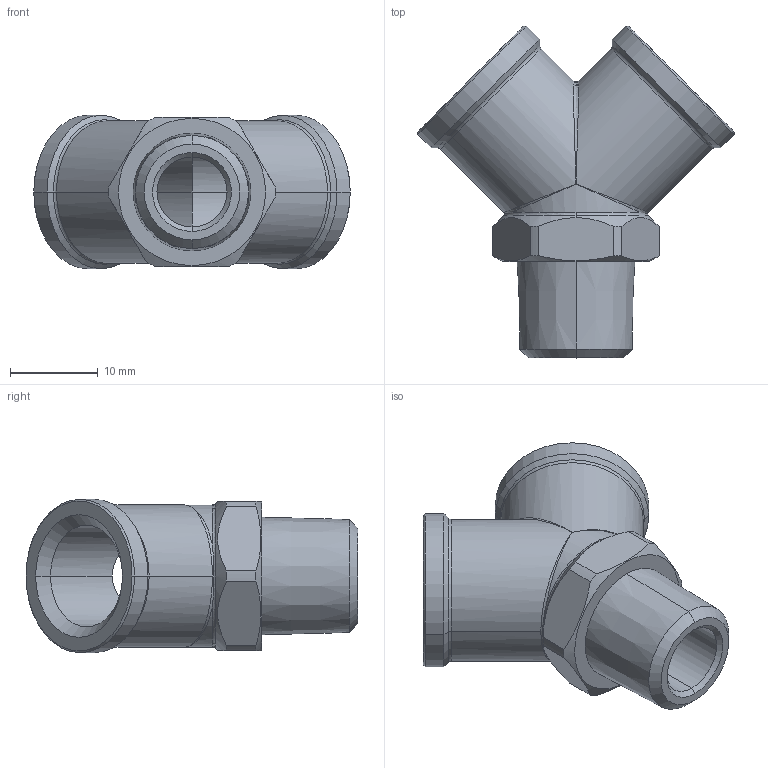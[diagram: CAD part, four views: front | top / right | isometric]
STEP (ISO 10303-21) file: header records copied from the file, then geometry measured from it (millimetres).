
FILE_DESCRIPTION (( 'STEP AP203' ), '1' );
FILE_NAME ('05310002.STEP', '2010-09-13T16:17:54', ( 'Flavio' ), ( '' ), 'SwSTEP 2.0', 'SolidWorks 2009', '' );
FILE_SCHEMA (( 'CONFIG_CONTROL_DESIGN' ));
Length unit declared in the file: millimetre
Products named in the file (1): 05310002
Bounding box: 36.09 x 37.86 x 17.5 mm (x, y, z)
Volume: 5091.2 mm3; surface area: 4155.8 mm2
Topology: 1 solids, 1 shells, 77 faces, 189 edges, 114 vertices
Faces by surface type: cylinder 30, cone 24, plane 14, torus 6, bspline 3
Entity records: 2892 total; most frequent: CARTESIAN_POINT 1109, ORIENTED_EDGE 378, DIRECTION 348, EDGE_CURVE 189, AXIS2_PLACEMENT_3D 148, VERTEX_POINT 114, EDGE_LOOP 81, ADVANCED_FACE 77
